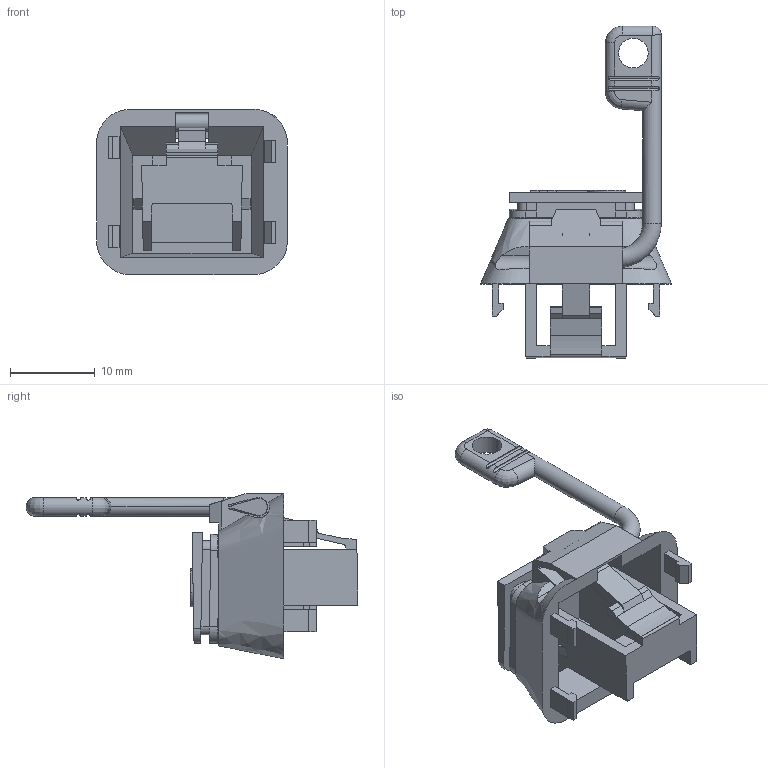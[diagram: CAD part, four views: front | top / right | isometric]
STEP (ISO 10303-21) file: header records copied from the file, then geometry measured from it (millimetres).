
FILE_DESCRIPTION(('Creo Elements/Direct Modeling STEP Export'),'2;1');
FILE_NAME('model.stp','2019-01-25T14:51:16',(''),(''),'Creo Elements/Direct Modeling STEP processor for AP214 (Solid Model)','Creo Elements/Direct Modeling 18.1I 14-Aug-2016 (C) Parametric Technology GmbH','');
FILE_SCHEMA(('AUTOMOTIVE_DESIGN { 1 0 10303 214 1 1 1 1 }'));
Length unit declared in the file: millimetre
Products named in the file (4): FL-SEC-PAC-4TX-2; FL-SEC-PAC-4TX; FL-SEC-PAC-4TX-1
Assembly tree (3 placements, depth 2):
  FL-SEC-PAC-4TX
    FL-SEC-PAC-4TX-1
    FL-SEC-PAC-4TX
    FL-SEC-PAC-4TX-2
Bounding box: 22.5 x 39.13 x 19.5 mm (x, y, z)
Volume: 1818.4 mm3; surface area: 3450.6 mm2
Topology: 3 solids, 3 shells, 221 faces, 628 edges, 409 vertices
Faces by surface type: plane 162, cylinder 44, extrusion 9, bspline 2, torus 2, revolution 2
Entity records: 12515 total; most frequent: CARTESIAN_POINT 4908, ORIENTED_EDGE 1252, DIRECTION 1091, EDGE_CURVE 626, VECTOR 481, LINE 468, VERTEX_POINT 409, AXIS2_PLACEMENT_3D 304
